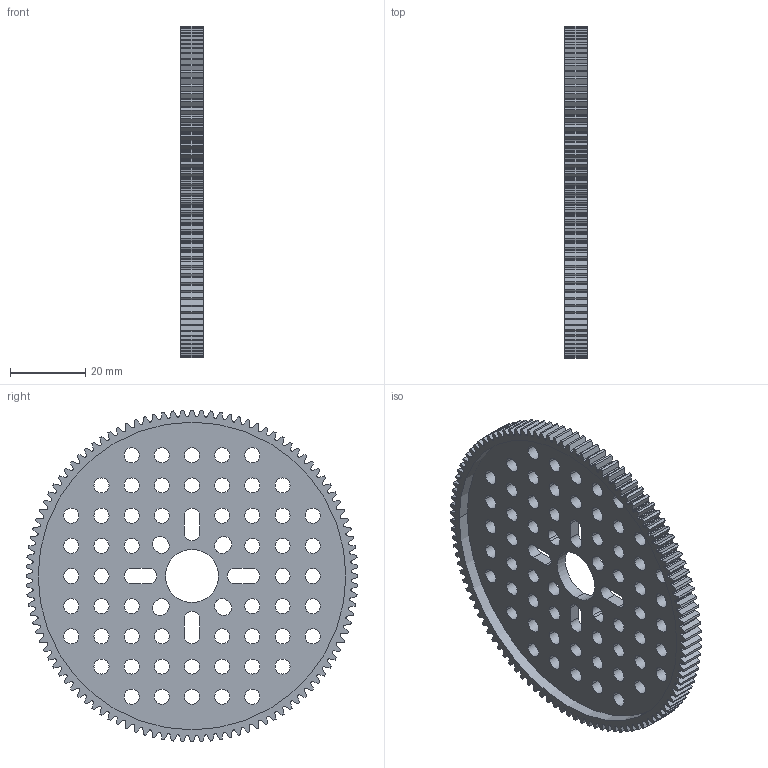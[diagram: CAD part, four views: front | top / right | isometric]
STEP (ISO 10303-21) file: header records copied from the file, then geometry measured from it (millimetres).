
FILE_DESCRIPTION (( 'STEP AP203' ), '1' );
FILE_NAME ('2302-0014-0108.STEP', '2021-04-21T15:08:19', ( '' ), ( '' ), 'SwSTEP 2.0', 'SolidWorks 2016', '' );
FILE_SCHEMA (( 'CONFIG_CONTROL_DESIGN' ));
Length unit declared in the file: millimetre
Products named in the file (1): 2302-0014-0108
Bounding box: 6 x 88 x 88 mm (x, y, z)
Volume: 16326.4 mm3; surface area: 16182.6 mm2
Topology: 1 solids, 1 shells, 851 faces, 2544 edges, 1696 vertices
Faces by surface type: cylinder 616, bspline 216, plane 19
Entity records: 38659 total; most frequent: CARTESIAN_POINT 15676, ORIENTED_EDGE 5088, DIRECTION 4616, EDGE_CURVE 2544, AXIS2_PLACEMENT_3D 1868, VERTEX_POINT 1696, CIRCLE 1232, EDGE_LOOP 982
